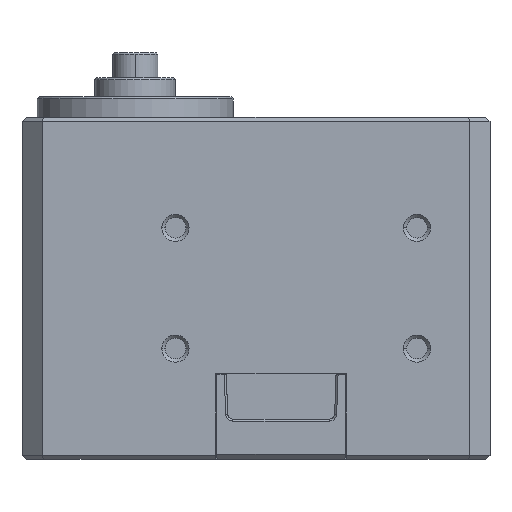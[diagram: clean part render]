
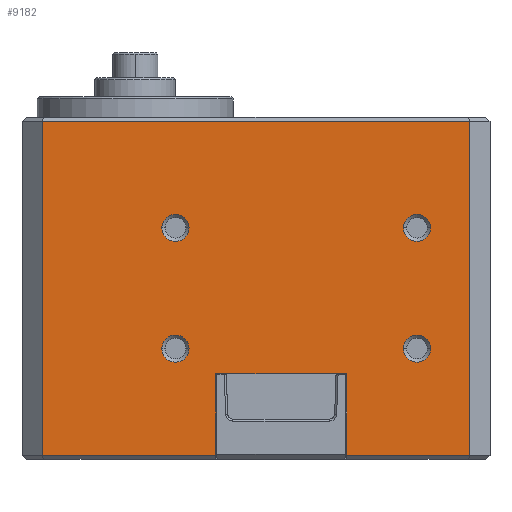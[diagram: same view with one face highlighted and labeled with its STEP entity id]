
A CAD part, left-side view. The second image highlights one B-rep face of the part: STEP entity #9182.
In plain terms, the highlighted planar face has unit normal (-1, 0, 0).
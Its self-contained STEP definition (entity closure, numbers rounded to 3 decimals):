
#1355=DIRECTION('',(0.,1.,0.));
#1356=VECTOR('',#1355,42.5);
#1357=CARTESIAN_POINT('',(-14.25,-33.25,16.6));
#1358=LINE('',#1357,#1356);
#1369=DIRECTION('',(0.,0.,1.));
#1370=VECTOR('',#1369,8.1);
#1371=CARTESIAN_POINT('',(-14.25,-21.,-16.6));
#1372=LINE('',#1371,#1370);
#1376=DIRECTION('',(0.,0.,-1.));
#1377=VECTOR('',#1376,8.1);
#1378=CARTESIAN_POINT('',(-14.25,-8.,-8.5));
#1379=LINE('',#1378,#1377);
#1383=DIRECTION('',(0.,0.,1.));
#1384=VECTOR('',#1383,33.2);
#1385=CARTESIAN_POINT('',(-14.25,9.25,-16.6));
#1386=LINE('',#1385,#1384);
#1390=CARTESIAN_POINT('',(-14.25,-4.,6.));
#1391=DIRECTION('',(-1.,0.,0.));
#1392=DIRECTION('',(0.,1.,0.));
#1393=AXIS2_PLACEMENT_3D('',#1390,#1391,#1392);
#1398=CARTESIAN_POINT('',(-14.25,-4.,6.));
#1399=DIRECTION('',(-1.,0.,0.));
#1400=DIRECTION('',(0.,-1.,0.));
#1401=AXIS2_PLACEMENT_3D('',#1398,#1399,#1400);
#1406=CARTESIAN_POINT('',(-14.25,-28.,-6.));
#1407=DIRECTION('',(-1.,0.,0.));
#1408=DIRECTION('',(0.,1.,0.));
#1409=AXIS2_PLACEMENT_3D('',#1406,#1407,#1408);
#1414=CARTESIAN_POINT('',(-14.25,-28.,-6.));
#1415=DIRECTION('',(-1.,0.,0.));
#1416=DIRECTION('',(0.,-1.,0.));
#1417=AXIS2_PLACEMENT_3D('',#1414,#1415,#1416);
#1422=CARTESIAN_POINT('',(-14.25,-28.,6.));
#1423=DIRECTION('',(-1.,0.,0.));
#1424=DIRECTION('',(0.,1.,0.));
#1425=AXIS2_PLACEMENT_3D('',#1422,#1423,#1424);
#1430=CARTESIAN_POINT('',(-14.25,-28.,6.));
#1431=DIRECTION('',(-1.,0.,0.));
#1432=DIRECTION('',(0.,-1.,0.));
#1433=AXIS2_PLACEMENT_3D('',#1430,#1431,#1432);
#1438=CARTESIAN_POINT('',(-14.25,-4.,-6.));
#1439=DIRECTION('',(-1.,0.,0.));
#1440=DIRECTION('',(0.,1.,0.));
#1441=AXIS2_PLACEMENT_3D('',#1438,#1439,#1440);
#1446=CARTESIAN_POINT('',(-14.25,-4.,-6.));
#1447=DIRECTION('',(-1.,0.,0.));
#1448=DIRECTION('',(0.,-1.,0.));
#1449=AXIS2_PLACEMENT_3D('',#1446,#1447,#1448);
#1454=DIRECTION('',(0.,0.,1.));
#1455=VECTOR('',#1454,33.2);
#1456=CARTESIAN_POINT('',(-14.25,-33.25,-16.6));
#1457=LINE('',#1456,#1455);
#1588=DIRECTION('',(0.,-1.,0.));
#1589=VECTOR('',#1588,12.25);
#1590=CARTESIAN_POINT('',(-14.25,-21.,-16.6));
#1591=LINE('',#1590,#1589);
#1714=DIRECTION('',(0.,-1.,0.));
#1715=VECTOR('',#1714,13.);
#1716=CARTESIAN_POINT('',(-14.25,-8.,-8.5));
#1717=LINE('',#1716,#1715);
#3850=DIRECTION('',(0.,-1.,0.));
#3851=VECTOR('',#3850,17.25);
#3852=CARTESIAN_POINT('',(-14.25,9.25,-16.6));
#3853=LINE('',#3852,#3851);
#6840=CARTESIAN_POINT('',(-14.25,-21.,-16.6));
#6841=VERTEX_POINT('',#6840);
#6844=CARTESIAN_POINT('',(-14.25,-21.,-8.5));
#6845=VERTEX_POINT('',#6844);
#6968=CARTESIAN_POINT('',(-14.25,-33.25,16.6));
#6969=VERTEX_POINT('',#6968);
#6972=CARTESIAN_POINT('',(-14.25,-33.25,-16.6));
#6973=VERTEX_POINT('',#6972);
#6974=CARTESIAN_POINT('',(-14.25,9.25,16.6));
#6975=VERTEX_POINT('',#6974);
#6976=CARTESIAN_POINT('',(-14.25,-8.,-8.5));
#6977=VERTEX_POINT('',#6976);
#6978=CARTESIAN_POINT('',(-14.25,-8.,-16.6));
#6979=VERTEX_POINT('',#6978);
#6980=CARTESIAN_POINT('',(-14.25,9.25,-16.6));
#6981=VERTEX_POINT('',#6980);
#6982=CARTESIAN_POINT('',(-14.25,-2.65,6.));
#6983=CARTESIAN_POINT('',(-14.25,-5.35,6.));
#6984=VERTEX_POINT('',#6982);
#6985=VERTEX_POINT('',#6983);
#6986=CARTESIAN_POINT('',(-14.25,-26.65,-6.));
#6987=CARTESIAN_POINT('',(-14.25,-29.35,-6.));
#6988=VERTEX_POINT('',#6986);
#6989=VERTEX_POINT('',#6987);
#6990=CARTESIAN_POINT('',(-14.25,-26.65,6.));
#6991=CARTESIAN_POINT('',(-14.25,-29.35,6.));
#6992=VERTEX_POINT('',#6990);
#6993=VERTEX_POINT('',#6991);
#6994=CARTESIAN_POINT('',(-14.25,-2.65,-6.));
#6995=CARTESIAN_POINT('',(-14.25,-5.35,-6.));
#6996=VERTEX_POINT('',#6994);
#6997=VERTEX_POINT('',#6995);
#9138=CARTESIAN_POINT('',(-14.25,11.25,-17.));
#9139=DIRECTION('',(-1.,0.,0.));
#9140=DIRECTION('',(0.,-1.,0.));
#9141=AXIS2_PLACEMENT_3D('',#9138,#9139,#9140);
#9142=PLANE('',#9141);
#9143=ORIENTED_EDGE('',*,*,#9122,.F.);
#9145=ORIENTED_EDGE('',*,*,#9144,.F.);
#9147=ORIENTED_EDGE('',*,*,#9146,.F.);
#9149=ORIENTED_EDGE('',*,*,#9148,.T.);
#9151=ORIENTED_EDGE('',*,*,#9150,.F.);
#9152=ORIENTED_EDGE('',*,*,#8143,.T.);
#9154=ORIENTED_EDGE('',*,*,#9153,.F.);
#9155=ORIENTED_EDGE('',*,*,#9082,.T.);
#9156=EDGE_LOOP('',(#9143,#9145,#9147,#9149,#9151,#9152,#9154,#9155));
#9157=FACE_OUTER_BOUND('',#9156,.F.);
#9159=ORIENTED_EDGE('',*,*,#9158,.T.);
#9161=ORIENTED_EDGE('',*,*,#9160,.T.);
#9162=EDGE_LOOP('',(#9159,#9161));
#9163=FACE_BOUND('',#9162,.F.);
#9165=ORIENTED_EDGE('',*,*,#9164,.T.);
#9167=ORIENTED_EDGE('',*,*,#9166,.T.);
#9168=EDGE_LOOP('',(#9165,#9167));
#9169=FACE_BOUND('',#9168,.F.);
#9171=ORIENTED_EDGE('',*,*,#9170,.T.);
#9173=ORIENTED_EDGE('',*,*,#9172,.T.);
#9174=EDGE_LOOP('',(#9171,#9173));
#9175=FACE_BOUND('',#9174,.F.);
#9177=ORIENTED_EDGE('',*,*,#9176,.T.);
#9179=ORIENTED_EDGE('',*,*,#9178,.T.);
#9180=EDGE_LOOP('',(#9177,#9179));
#9181=FACE_BOUND('',#9180,.F.);
#1394=CIRCLE('',#1393,1.35);
#1402=CIRCLE('',#1401,1.35);
#1410=CIRCLE('',#1409,1.35);
#1418=CIRCLE('',#1417,1.35);
#1426=CIRCLE('',#1425,1.35);
#1434=CIRCLE('',#1433,1.35);
#1442=CIRCLE('',#1441,1.35);
#1450=CIRCLE('',#1449,1.35);
#8143=EDGE_CURVE('',#6977,#6979,#1379,.T.);
#9082=EDGE_CURVE('',#6981,#6975,#1386,.T.);
#9122=EDGE_CURVE('',#6969,#6975,#1358,.T.);
#9144=EDGE_CURVE('',#6973,#6969,#1457,.T.);
#9146=EDGE_CURVE('',#6841,#6973,#1591,.T.);
#9148=EDGE_CURVE('',#6841,#6845,#1372,.T.);
#9150=EDGE_CURVE('',#6977,#6845,#1717,.T.);
#9153=EDGE_CURVE('',#6981,#6979,#3853,.T.);
#9158=EDGE_CURVE('',#6984,#6985,#1394,.T.);
#9160=EDGE_CURVE('',#6985,#6984,#1402,.T.);
#9164=EDGE_CURVE('',#6988,#6989,#1410,.T.);
#9166=EDGE_CURVE('',#6989,#6988,#1418,.T.);
#9170=EDGE_CURVE('',#6992,#6993,#1426,.T.);
#9172=EDGE_CURVE('',#6993,#6992,#1434,.T.);
#9176=EDGE_CURVE('',#6996,#6997,#1442,.T.);
#9178=EDGE_CURVE('',#6997,#6996,#1450,.T.);
#9182=ADVANCED_FACE('',(#9157,#9163,#9169,#9175,#9181),#9142,.T.);
